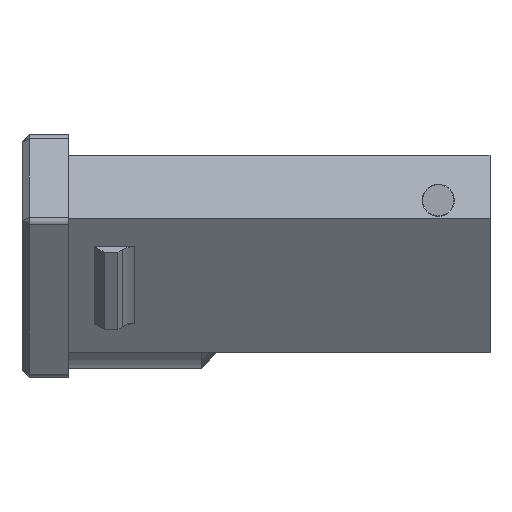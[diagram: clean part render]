
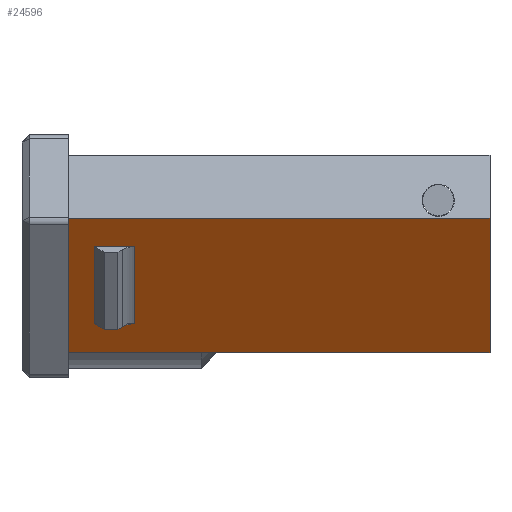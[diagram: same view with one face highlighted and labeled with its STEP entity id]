
A CAD part, left-side view. The second image highlights one B-rep face of the part: STEP entity #24596.
In plain terms, the highlighted face is planar.
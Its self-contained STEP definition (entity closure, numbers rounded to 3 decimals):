
#828=FACE_BOUND('',#3405,.T.);
#1095=PLANE('',#26211);
#2036=FACE_OUTER_BOUND('',#3404,.T.);
#3404=EDGE_LOOP('',(#17677,#17678,#17679,#17680));
#3405=EDGE_LOOP('',(#17681,#17682,#17683,#17684));
#5684=LINE('',#35637,#8370);
#5687=LINE('',#35650,#8373);
#5757=LINE('',#35812,#8443);
#5926=LINE('',#37296,#8612);
#5929=LINE('',#37303,#8615);
#5930=LINE('',#37305,#8616);
#5931=LINE('',#37308,#8617);
#5935=LINE('',#37314,#8621);
#8370=VECTOR('',#28249,10.);
#8373=VECTOR('',#28262,10.);
#8443=VECTOR('',#28376,10.);
#8612=VECTOR('',#28861,10.);
#8615=VECTOR('',#28870,10.);
#8616=VECTOR('',#28873,10.);
#8617=VECTOR('',#28876,10.);
#8621=VECTOR('',#28882,10.);
#11073=VERTEX_POINT('',#35634);
#11074=VERTEX_POINT('',#35636);
#11077=VERTEX_POINT('',#35646);
#11079=VERTEX_POINT('',#35649);
#11143=VERTEX_POINT('',#35810);
#11276=VERTEX_POINT('',#37293);
#11277=VERTEX_POINT('',#37295);
#11279=VERTEX_POINT('',#37307);
#13376=EDGE_CURVE('',#11074,#11073,#5684,.F.);
#13382=EDGE_CURVE('',#11077,#11079,#5687,.T.);
#13462=EDGE_CURVE('',#11143,#11077,#5757,.T.);
#13706=EDGE_CURVE('',#11277,#11276,#5926,.T.);
#13710=EDGE_CURVE('',#11074,#11276,#5929,.T.);
#13711=EDGE_CURVE('',#11073,#11277,#5930,.T.);
#13712=EDGE_CURVE('',#11279,#11079,#5931,.T.);
#13716=EDGE_CURVE('',#11143,#11279,#5935,.T.);
#17677=ORIENTED_EDGE('',*,*,#13716,.T.);
#17678=ORIENTED_EDGE('',*,*,#13712,.T.);
#17679=ORIENTED_EDGE('',*,*,#13382,.F.);
#17680=ORIENTED_EDGE('',*,*,#13462,.F.);
#17681=ORIENTED_EDGE('',*,*,#13376,.T.);
#17682=ORIENTED_EDGE('',*,*,#13711,.T.);
#17683=ORIENTED_EDGE('',*,*,#13706,.T.);
#17684=ORIENTED_EDGE('',*,*,#13710,.F.);
#24596=ADVANCED_FACE('',(#2036,#828),#1095,.T.);
#26211=AXIS2_PLACEMENT_3D('',#37313,#28880,#28881);
#28249=DIRECTION('',(0.,-1.,0.));
#28262=DIRECTION('',(0.,1.,0.));
#28376=DIRECTION('',(-0.577,0.,0.816));
#28861=DIRECTION('',(0.,-1.,0.));
#28870=DIRECTION('',(0.577,0.,-0.816));
#28873=DIRECTION('',(0.577,0.,-0.816));
#28876=DIRECTION('',(-0.577,0.,0.816));
#28880=DIRECTION('center_axis',(0.816,0.,0.577));
#28881=DIRECTION('ref_axis',(-0.577,0.,0.816));
#28882=DIRECTION('',(0.,1.,0.));
#35634=CARTESIAN_POINT('',(11.836,143.747,15.604));
#35636=CARTESIAN_POINT('',(11.836,141.481,15.604));
#35637=CARTESIAN_POINT('',(11.836,144.621,15.604));
#35646=CARTESIAN_POINT('',(10.692,121.549,17.221));
#35649=CARTESIAN_POINT('',(10.692,145.221,17.221));
#35650=CARTESIAN_POINT('',(10.692,145.221,17.221));
#35810=CARTESIAN_POINT('',(16.031,121.549,9.67));
#35812=CARTESIAN_POINT('',(16.031,121.549,9.67));
#37293=CARTESIAN_POINT('',(14.896,141.481,11.276));
#37295=CARTESIAN_POINT('',(14.896,143.747,11.276));
#37296=CARTESIAN_POINT('',(14.896,144.621,11.276));
#37303=CARTESIAN_POINT('',(15.564,141.481,10.33));
#37305=CARTESIAN_POINT('',(15.564,143.747,10.33));
#37307=CARTESIAN_POINT('',(16.031,145.221,9.67));
#37308=CARTESIAN_POINT('',(12.928,145.221,14.059));
#37313=CARTESIAN_POINT('Origin',(16.031,145.221,9.67));
#37314=CARTESIAN_POINT('',(16.031,145.221,9.67));
